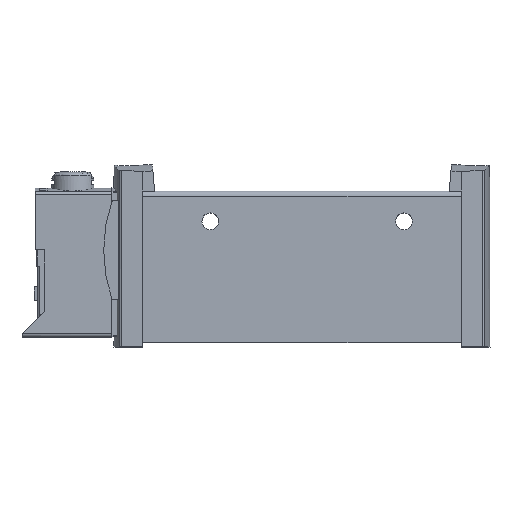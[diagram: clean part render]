
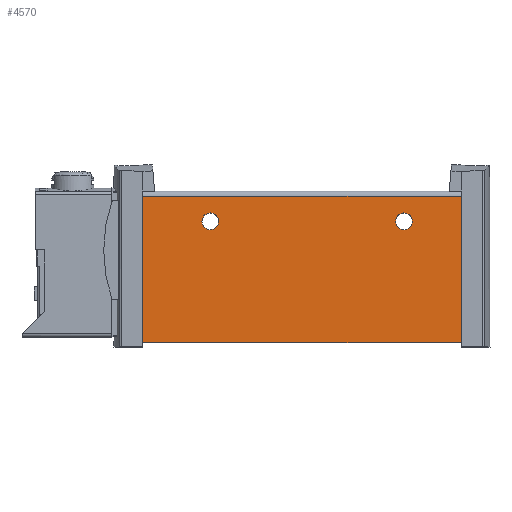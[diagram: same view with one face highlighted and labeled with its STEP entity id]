
A CAD part, top view. The second image highlights one B-rep face of the part: STEP entity #4570.
In plain terms, the highlighted planar face has unit normal (0, 0, 1).
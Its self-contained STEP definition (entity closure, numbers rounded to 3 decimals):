
#74=PLANE('',#4951);
#385=LINE('',#7329,#835);
#388=LINE('',#7339,#838);
#389=LINE('',#7341,#839);
#390=LINE('',#7343,#840);
#835=VECTOR('',#5721,1000.);
#838=VECTOR('',#5732,1000.);
#839=VECTOR('',#5733,1000.);
#840=VECTOR('',#5734,1000.);
#1203=CIRCLE('',#4952,1.6);
#1204=CIRCLE('',#4953,1.6);
#1675=ORIENTED_EDGE('',*,*,#2959,.F.);
#1676=ORIENTED_EDGE('',*,*,#2960,.F.);
#1677=ORIENTED_EDGE('',*,*,#2961,.T.);
#1678=ORIENTED_EDGE('',*,*,#2962,.F.);
#1679=ORIENTED_EDGE('',*,*,#2963,.F.);
#1680=ORIENTED_EDGE('',*,*,#2955,.T.);
#2955=EDGE_CURVE('',#3586,#3585,#385,.T.);
#2959=EDGE_CURVE('',#3587,#3587,#1203,.T.);
#2960=EDGE_CURVE('',#3588,#3588,#1204,.T.);
#2961=EDGE_CURVE('',#3585,#3589,#388,.T.);
#2962=EDGE_CURVE('',#3590,#3589,#389,.T.);
#2963=EDGE_CURVE('',#3586,#3590,#390,.T.);
#3585=VERTEX_POINT('',#7328);
#3586=VERTEX_POINT('',#7330);
#3587=VERTEX_POINT('',#7336);
#3588=VERTEX_POINT('',#7338);
#3589=VERTEX_POINT('',#7340);
#3590=VERTEX_POINT('',#7342);
#3882=EDGE_LOOP('',(#1675));
#3883=EDGE_LOOP('',(#1676));
#3884=EDGE_LOOP('',(#1677,#1678,#1679,#1680));
#4201=FACE_BOUND('',#3882,.T.);
#4202=FACE_BOUND('',#3883,.T.);
#4203=FACE_BOUND('',#3884,.T.);
#4570=ADVANCED_FACE('',(#4201,#4202,#4203),#74,.F.);
#4951=AXIS2_PLACEMENT_3D('',#7334,#5726,#5727);
#4952=AXIS2_PLACEMENT_3D('',#7335,#5728,#5729);
#4953=AXIS2_PLACEMENT_3D('',#7337,#5730,#5731);
#5721=DIRECTION('',(-1.,0.,0.));
#5726=DIRECTION('',(0.,0.,-1.));
#5727=DIRECTION('',(-1.,0.,0.));
#5728=DIRECTION('',(0.,0.,1.));
#5729=DIRECTION('',(1.,0.,0.));
#5730=DIRECTION('',(0.,0.,1.));
#5731=DIRECTION('',(1.,0.,0.));
#5732=DIRECTION('',(0.,-1.,0.));
#5733=DIRECTION('',(-1.,0.,0.));
#5734=DIRECTION('',(0.,-1.,0.));
#7328=CARTESIAN_POINT('',(-30.45,28.,7.2));
#7329=CARTESIAN_POINT('',(30.45,28.,7.2));
#7330=CARTESIAN_POINT('',(30.45,28.,7.2));
#7334=CARTESIAN_POINT('',(30.45,28.,7.2));
#7335=CARTESIAN_POINT('',(-17.5,23.2,7.2));
#7336=CARTESIAN_POINT('',(-15.9,23.2,7.2));
#7337=CARTESIAN_POINT('',(19.5,23.2,7.2));
#7338=CARTESIAN_POINT('',(21.1,23.2,7.2));
#7339=CARTESIAN_POINT('',(-30.45,28.,7.2));
#7340=CARTESIAN_POINT('',(-30.45,0.,7.2));
#7341=CARTESIAN_POINT('',(30.45,0.,7.2));
#7342=CARTESIAN_POINT('',(30.45,0.,7.2));
#7343=CARTESIAN_POINT('',(30.45,28.,7.2));
